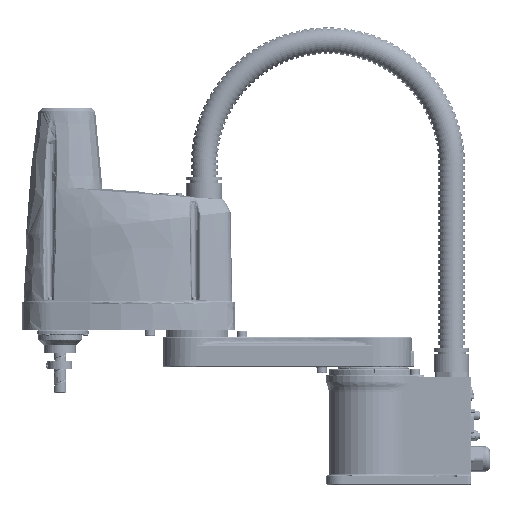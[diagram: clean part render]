
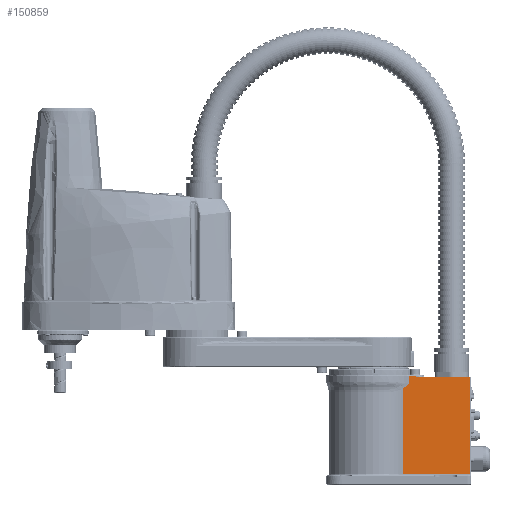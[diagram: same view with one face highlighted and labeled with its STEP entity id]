
A CAD part, left-side view. The second image highlights one B-rep face of the part: STEP entity #150859.
In plain terms, the highlighted planar face has unit normal (-1, 0, 0).
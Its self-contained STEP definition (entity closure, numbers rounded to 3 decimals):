
#496 = LINE ( 'NONE', #5426, #37508 ) ;
#1810 = DIRECTION ( 'NONE',  ( 0., 0., 1. ) ) ;
#5394 = CARTESIAN_POINT ( 'NONE',  ( -50., -44.543, 127.952 ) ) ;
#5426 = CARTESIAN_POINT ( 'NONE',  ( -50., -38.066, 76. ) ) ;
#18131 = B_SPLINE_CURVE_WITH_KNOTS ( 'NONE', 3,
 ( #223702, #77874, #59493, #192599, #101738, #47571, #114560, #5394, #65892, #23717 ),
 .UNSPECIFIED., .F., .F.,
 ( 4, 2, 2, 2, 4 ),
 ( 0., 0.25, 0.5, 0.75, 1. ),
 .UNSPECIFIED. ) ;
#23717 = CARTESIAN_POINT ( 'NONE',  ( -50., -45.826, 129. ) ) ;
#24624 = CARTESIAN_POINT ( 'NONE',  ( -50., -124., 76. ) ) ;
#25831 = VERTEX_POINT ( 'NONE', #84536 ) ;
#26205 = DIRECTION ( 'NONE',  ( 0., 0., -1. ) ) ;
#30866 = CARTESIAN_POINT ( 'NONE',  ( -50., -55., 137. ) ) ;
#31149 = VERTEX_POINT ( 'NONE', #99832 ) ;
#35030 = ORIENTED_EDGE ( 'NONE', *, *, #174674, .F. ) ;
#37508 = VECTOR ( 'NONE', #116154, 1000. ) ;
#39531 = LINE ( 'NONE', #201592, #219090 ) ;
#40581 = CARTESIAN_POINT ( 'NONE',  ( -50., -81.033, 13. ) ) ;
#47571 = CARTESIAN_POINT ( 'NONE',  ( -50., -42.614, 126.386 ) ) ;
#52315 = VECTOR ( 'NONE', #186400, 1000. ) ;
#59493 = CARTESIAN_POINT ( 'NONE',  ( -50., -39.376, 123.806 ) ) ;
#62633 = VERTEX_POINT ( 'NONE', #30866 ) ;
#63926 = CARTESIAN_POINT ( 'NONE',  ( -50., -124., 13. ) ) ;
#65275 = EDGE_CURVE ( 'NONE', #211234, #31149, #496, .T. ) ;
#65892 = CARTESIAN_POINT ( 'NONE',  ( -50., -45.184, 128.476 ) ) ;
#66845 = EDGE_LOOP ( 'NONE', ( #191475, #35030, #201196, #91459, #196271, #178680, #155280, #101307 ) ) ;
#72492 = LINE ( 'NONE', #160030, #163632 ) ;
#74309 = CARTESIAN_POINT ( 'NONE',  ( -50., -55., 137.994 ) ) ;
#76886 = CARTESIAN_POINT ( 'NONE',  ( -50., -45.826, 129. ) ) ;
#77874 = CARTESIAN_POINT ( 'NONE',  ( -50., -38.723, 123.297 ) ) ;
#79951 = LINE ( 'NONE', #74309, #91370 ) ;
#84536 = CARTESIAN_POINT ( 'NONE',  ( -50., -124., 137. ) ) ;
#91370 = VECTOR ( 'NONE', #1810, 1000. ) ;
#91459 = ORIENTED_EDGE ( 'NONE', *, *, #97375, .T. ) ;
#97375 = EDGE_CURVE ( 'NONE', #25831, #62633, #72492, .T. ) ;
#97723 = VECTOR ( 'NONE', #26205, 1000. ) ;
#99832 = CARTESIAN_POINT ( 'NONE',  ( -50., -38.066, 122.794 ) ) ;
#101307 = ORIENTED_EDGE ( 'NONE', *, *, #154994, .F. ) ;
#101738 = CARTESIAN_POINT ( 'NONE',  ( -50., -41.323, 125.348 ) ) ;
#107794 = EDGE_CURVE ( 'NONE', #135756, #107991, #111799, .T. ) ;
#107991 = VERTEX_POINT ( 'NONE', #152162 ) ;
#111799 = LINE ( 'NONE', #138791, #177301 ) ;
#113674 = PLANE ( 'NONE',  #153915 ) ;
#114560 = CARTESIAN_POINT ( 'NONE',  ( -50., -43.258, 126.907 ) ) ;
#116154 = DIRECTION ( 'NONE',  ( 0., 0., 1. ) ) ;
#121799 = DIRECTION ( 'NONE',  ( 0., 1., 0. ) ) ;
#123727 = FACE_OUTER_BOUND ( 'NONE', #66845, .T. ) ;
#125770 = CARTESIAN_POINT ( 'NONE',  ( -50., -55., 139. ) ) ;
#135644 = DIRECTION ( 'NONE',  ( 0., 0., 1. ) ) ;
#135756 = VERTEX_POINT ( 'NONE', #76886 ) ;
#138791 = CARTESIAN_POINT ( 'NONE',  ( -50., -45.826, 76. ) ) ;
#141701 = EDGE_CURVE ( 'NONE', #107991, #168469, #39531, .T. ) ;
#150859 = ADVANCED_FACE ( 'NONE', ( #123727 ), #113674, .F. ) ;
#151996 = LINE ( 'NONE', #24624, #97723 ) ;
#152162 = CARTESIAN_POINT ( 'NONE',  ( -50., -45.826, 139. ) ) ;
#153915 = AXIS2_PLACEMENT_3D ( 'NONE', #203740, #222036, #167040 ) ;
#154994 = EDGE_CURVE ( 'NONE', #31149, #135756, #18131, .T. ) ;
#155280 = ORIENTED_EDGE ( 'NONE', *, *, #107794, .F. ) ;
#158898 = CARTESIAN_POINT ( 'NONE',  ( -50., -38.066, 13. ) ) ;
#160030 = CARTESIAN_POINT ( 'NONE',  ( -50., -89.293, 137. ) ) ;
#163632 = VECTOR ( 'NONE', #121799, 1000. ) ;
#167040 = DIRECTION ( 'NONE',  ( 0., 1., 0. ) ) ;
#168469 = VERTEX_POINT ( 'NONE', #125770 ) ;
#174674 = EDGE_CURVE ( 'NONE', #200720, #211234, #186327, .T. ) ;
#177301 = VECTOR ( 'NONE', #135644, 1000. ) ;
#178680 = ORIENTED_EDGE ( 'NONE', *, *, #141701, .F. ) ;
#186327 = LINE ( 'NONE', #40581, #52315 ) ;
#186400 = DIRECTION ( 'NONE',  ( 0., 1., 0. ) ) ;
#189450 = EDGE_CURVE ( 'NONE', #62633, #168469, #79951, .T. ) ;
#191475 = ORIENTED_EDGE ( 'NONE', *, *, #65275, .F. ) ;
#192599 = CARTESIAN_POINT ( 'NONE',  ( -50., -40.676, 124.832 ) ) ;
#196271 = ORIENTED_EDGE ( 'NONE', *, *, #189450, .T. ) ;
#197881 = EDGE_CURVE ( 'NONE', #25831, #200720, #151996, .T. ) ;
#200720 = VERTEX_POINT ( 'NONE', #63926 ) ;
#201196 = ORIENTED_EDGE ( 'NONE', *, *, #197881, .F. ) ;
#201592 = CARTESIAN_POINT ( 'NONE',  ( -50., -81.033, 139. ) ) ;
#203740 = CARTESIAN_POINT ( 'NONE',  ( -50., -124., 13. ) ) ;
#211234 = VERTEX_POINT ( 'NONE', #158898 ) ;
#219090 = VECTOR ( 'NONE', #233153, 1000. ) ;
#222036 = DIRECTION ( 'NONE',  ( 1., 0., 0. ) ) ;
#223702 = CARTESIAN_POINT ( 'NONE',  ( -50., -38.066, 122.794 ) ) ;
#233153 = DIRECTION ( 'NONE',  ( 0., -1., 0. ) ) ;
